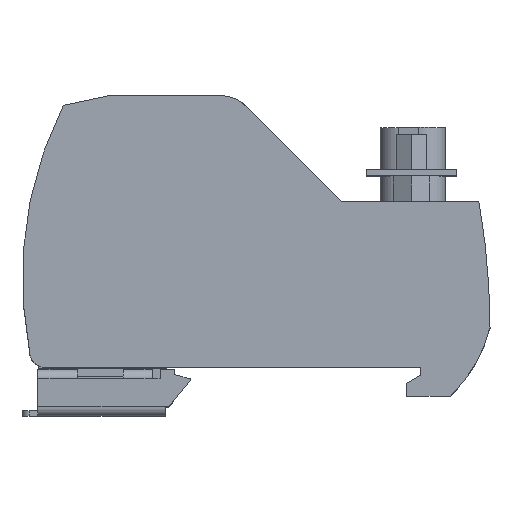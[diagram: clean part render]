
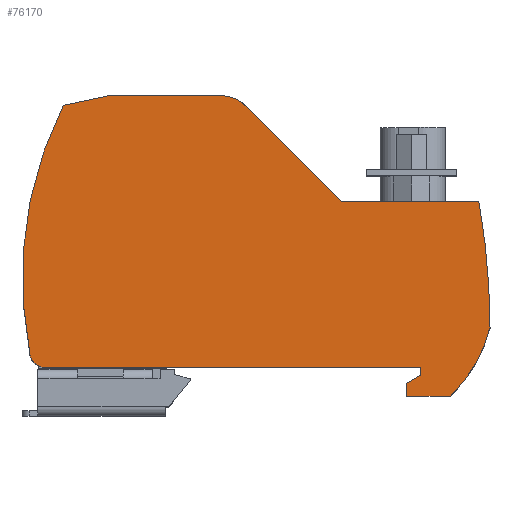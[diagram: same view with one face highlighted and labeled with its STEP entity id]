
A CAD part, top view. The second image highlights one B-rep face of the part: STEP entity #76170.
In plain terms, the highlighted face is planar.
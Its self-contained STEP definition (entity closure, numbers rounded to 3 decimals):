
#1410=CARTESIAN_POINT('',(-2.13,1.2,-40.23));
#1420=VERTEX_POINT('',#1410);
#1450=CARTESIAN_POINT('',(0.,1.2,-40.23))
;
#1460=DIRECTION('',(-1.,0.,0.));
#1470=VECTOR('',#1460,1.);
#1480=LINE('',#1450,#1470);
#1490=CARTESIAN_POINT('',(-54.4,1.2,-40.23));
#1500=VERTEX_POINT('',#1490);
#1510=EDGE_CURVE('',#1420,#1500,#1480,.T.);
#42040=CARTESIAN_POINT('',(-30.272,37.358,-40.23));
#42050=VERTEX_POINT('',#42040);
#42080=CARTESIAN_POINT('',(-26.38,33.466,-40.23));
#42090=DIRECTION('',(0.,0.,1.));
#42100=DIRECTION('',(-1.,0.,0.));
#42110=AXIS2_PLACEMENT_3D('',#42080,#42090,#42100);
#42120=CIRCLE('',#42110,5.504);
#42130=CARTESIAN_POINT('',(-26.38,38.97,-40.23));
#42140=VERTEX_POINT('',#42130);
#42150=EDGE_CURVE('',#42140,#42050,#42120,.T.);
#46420=CARTESIAN_POINT('',(0.,67.63,-40.23)
);
#46430=DIRECTION('',(0.707,0.707,0.));
#46440=VECTOR('',#46430,1.);
#46450=LINE('',#46420,#46440);
#46460=CARTESIAN_POINT('',(-43.38,24.25,-40.23));
#46470=VERTEX_POINT('',#46460);
#46480=EDGE_CURVE('',#46470,#42050,#46450,.T.);
#58020=CARTESIAN_POINT('',(0.,3.33,-40.23)
);
#58030=VERTEX_POINT('',#58020);
#58060=CARTESIAN_POINT('',(-2.13,3.33,-40.23));
#58070=DIRECTION('',(0.,0.,-1.));
#58080=DIRECTION('',(-1.,0.,0.));
#58090=AXIS2_PLACEMENT_3D('',#58060,#58070,#58080);
#58100=CIRCLE('',#58090,2.13);
#58110=EDGE_CURVE('',#58030,#1420,#58100,.T.);
#62420=CARTESIAN_POINT('',(-11.135,38.97,-40.23));
#62430=VERTEX_POINT('',#62420);
#62460=CARTESIAN_POINT('',(0.,36.603,-40.23)
);
#62470=DIRECTION('',(0.978,-0.208,0.));
#62480=VECTOR('',#62470,1.);
#62490=LINE('',#62460,#62480);
#62500=CARTESIAN_POINT('',(-4.69,37.6,-40.23));
#62510=VERTEX_POINT('',#62500);
#62520=EDGE_CURVE('',#62430,#62510,#62490,.T.);
#73100=CARTESIAN_POINT('',(0.,38.97,-40.23)
);
#73110=DIRECTION('',(1.,0.,0.));
#73120=VECTOR('',#73110,1.);
#73130=LINE('',#73100,#73120);
#73140=EDGE_CURVE('',#42140,#62430,#73130,.T.);
#75260=CARTESIAN_POINT('',(-62.448,24.25,-40.23));
#75270=VERTEX_POINT('',#75260);
#75300=CARTESIAN_POINT('',(0.,24.25,-40.23));
#75310=DIRECTION('',(1.,0.,0.));
#75320=VECTOR('',#75310,1.);
#75330=LINE('',#75300,#75320);
#75340=EDGE_CURVE('',#75270,#46470,#75330,.T.);
#75480=CARTESIAN_POINT('',(-28.265,19.919,-40.23));
#75490=DIRECTION('',(0.,0.,-1.));
#75500=DIRECTION('',(-1.,0.,0.));
#75510=AXIS2_PLACEMENT_3D('',#75480,#75490,#75500);
#75520=PLANE('',#75510);
#75530=CARTESIAN_POINT('',(36.,6.7,-40.23));
#75540=DIRECTION('',(0.,0.,-1.));
#75550=DIRECTION('',(-1.,0.,0.));
#75560=AXIS2_PLACEMENT_3D('',#75530,#75540,#75550);
#75570=CIRCLE('',#75560,100.);
#75580=CARTESIAN_POINT('',(-64.,6.7,-40.23));
#75590=VERTEX_POINT('',#75580);
#75600=EDGE_CURVE('',#75590,#75270,#75570,.T.);
#75610=ORIENTED_EDGE('',*,*,#75600,.T.);
#75620=CARTESIAN_POINT('',(-44.606,11.586,-40.23));
#75630=DIRECTION('',(0.,0.,-1.));
#75640=DIRECTION('',(-1.,0.,0.));
#75650=AXIS2_PLACEMENT_3D('',#75620,#75630,#75640);
#75660=CIRCLE('',#75650,20.);
#75670=CARTESIAN_POINT('',(-58.5,-2.8,-40.23));
#75680=VERTEX_POINT('',#75670);
#75690=EDGE_CURVE('',#75680,#75590,#75660,.T.);
#75700=ORIENTED_EDGE('',*,*,#75690,.T.);
#75710=CARTESIAN_POINT('',(0.,-2.8,-40.23))
;
#75720=DIRECTION('',(1.,0.,0.));
#75730=VECTOR('',#75720,1.);
#75740=LINE('',#75710,#75730);
#75750=CARTESIAN_POINT('',(-52.4,-2.8,-40.23));
#75760=VERTEX_POINT('',#75750);
#75770=EDGE_CURVE('',#75680,#75760,#75740,.T.);
#75780=ORIENTED_EDGE('',*,*,#75770,.F.);
#75790=CARTESIAN_POINT('',(-52.4,0.,
-40.23));
#75800=DIRECTION('',(0.,1.,0.));
#75810=VECTOR('',#75800,1.);
#75820=LINE('',#75790,#75810);
#75830=CARTESIAN_POINT('',(-52.4,-1.055,-40.23));
#75840=VERTEX_POINT('',#75830);
#75850=EDGE_CURVE('',#75760,#75840,#75820,.T.);
#75860=ORIENTED_EDGE('',*,*,#75850,.F.);
#75870=CARTESIAN_POINT('',(0.,-31.308,-40.23)
);
#75880=DIRECTION('',(-0.866,0.5,0.));
#75890=VECTOR('',#75880,1.);
#75900=LINE('',#75870,#75890);
#75910=CARTESIAN_POINT('',(-54.4,0.1,-40.23));
#75920=VERTEX_POINT('',#75910);
#75930=EDGE_CURVE('',#75840,#75920,#75900,.T.);
#75940=ORIENTED_EDGE('',*,*,#75930,.F.);
#75950=CARTESIAN_POINT('',(-54.4,0.,
-40.23));
#75960=DIRECTION('',(0.,1.,0.));
#75970=VECTOR('',#75960,1.);
#75980=LINE('',#75950,#75970);
#75990=EDGE_CURVE('',#75920,#1500,#75980,.T.);
#76000=ORIENTED_EDGE('',*,*,#75990,.F.);
#76010=ORIENTED_EDGE('',*,*,#1510,.T.);
#76020=ORIENTED_EDGE('',*,*,#58110,.T.);
#76030=CARTESIAN_POINT('',(-52.395,13.615,-40.23));
#76040=DIRECTION('',(0.,0.,1.));
#76050=DIRECTION('',(1.,0.,0.));
#76060=AXIS2_PLACEMENT_3D('',#76030,#76040,#76050);
#76070=CIRCLE('',#76060,53.395);
#76080=EDGE_CURVE('',#58030,#62510,#76070,.T.);
#76090=ORIENTED_EDGE('',*,*,#76080,.F.);
#76100=ORIENTED_EDGE('',*,*,#62520,.T.);
#76110=ORIENTED_EDGE('',*,*,#73140,.T.);
#76120=ORIENTED_EDGE('',*,*,#42150,.F.);
#76130=ORIENTED_EDGE('',*,*,#46480,.T.);
#76140=ORIENTED_EDGE('',*,*,#75340,.T.);
#76150=EDGE_LOOP('',(#76140,#76130,#76120,#76110,#76100,#76090,#76020,
#76010,#76000,#75940,#75860,#75780,#75700,#75610));
#76160=FACE_OUTER_BOUND('',#76150,.T.);
#76170=ADVANCED_FACE('',(#76160),#75520,.T.);
